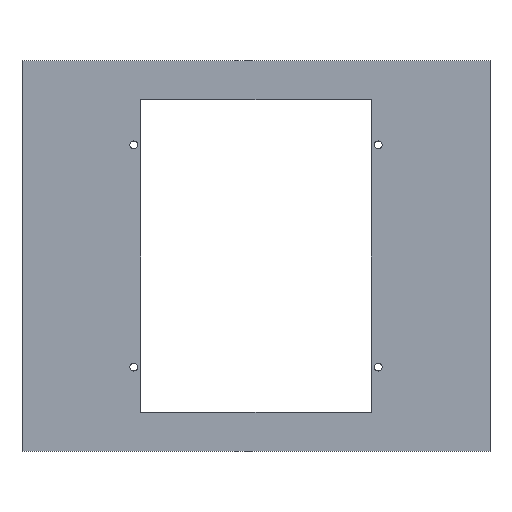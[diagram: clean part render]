
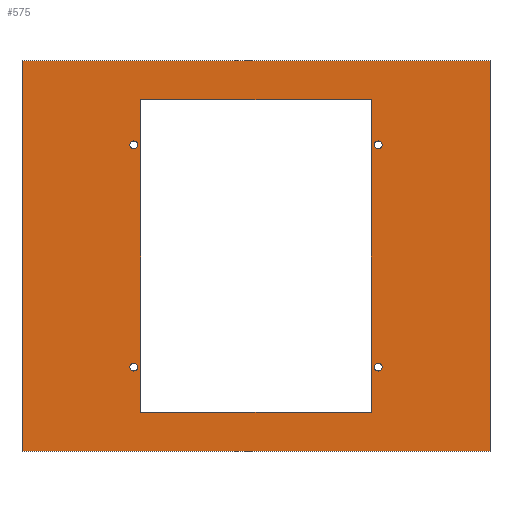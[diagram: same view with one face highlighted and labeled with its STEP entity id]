
A CAD part, front view. The second image highlights one B-rep face of the part: STEP entity #575.
In plain terms, the highlighted planar face has unit normal (0, -1, 0).
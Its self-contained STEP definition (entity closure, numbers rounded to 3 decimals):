
#163=AXIS2_PLACEMENT_3D('Circle Axis2P3D',#161,#162,$) ;
#198=AXIS2_PLACEMENT_3D('Circle Axis2P3D',#196,#197,$) ;
#220=AXIS2_PLACEMENT_3D('Circle Axis2P3D',#218,#219,$) ;
#255=AXIS2_PLACEMENT_3D('Circle Axis2P3D',#253,#254,$) ;
#277=AXIS2_PLACEMENT_3D('Circle Axis2P3D',#275,#276,$) ;
#312=AXIS2_PLACEMENT_3D('Circle Axis2P3D',#310,#311,$) ;
#334=AXIS2_PLACEMENT_3D('Circle Axis2P3D',#332,#333,$) ;
#369=AXIS2_PLACEMENT_3D('Circle Axis2P3D',#367,#368,$) ;
#545=AXIS2_PLACEMENT_3D('Plane Axis2P3D',#542,#543,#544) ;
#43=CARTESIAN_POINT('Vertex',(-209.5,-85.001,310.)) ;
#57=CARTESIAN_POINT('Vertex',(-209.5,-85.001,-40.)) ;
#60=CARTESIAN_POINT('Line Origine',(-209.5,-85.001,135.)) ;
#88=CARTESIAN_POINT('Vertex',(209.5,-85.001,-40.)) ;
#91=CARTESIAN_POINT('Line Origine',(0.,-85.001,-40.)) ;
#119=CARTESIAN_POINT('Vertex',(209.5,-85.001,310.)) ;
#122=CARTESIAN_POINT('Line Origine',(209.5,-85.001,135.)) ;
#144=CARTESIAN_POINT('Line Origine',(0.,-85.001,310.)) ;
#161=CARTESIAN_POINT('Axis2P3D Location',(-109.5,-85.001,234.5)) ;
#165=CARTESIAN_POINT('Vertex',(-113.,-85.001,234.5)) ;
#167=CARTESIAN_POINT('Vertex',(-106.,-85.001,234.5)) ;
#196=CARTESIAN_POINT('Axis2P3D Location',(-109.5,-85.001,234.5)) ;
#218=CARTESIAN_POINT('Axis2P3D Location',(109.5,-85.001,234.5)) ;
#222=CARTESIAN_POINT('Vertex',(106.,-85.001,234.5)) ;
#224=CARTESIAN_POINT('Vertex',(113.,-85.001,234.5)) ;
#253=CARTESIAN_POINT('Axis2P3D Location',(109.5,-85.001,234.5)) ;
#275=CARTESIAN_POINT('Axis2P3D Location',(-109.5,-85.001,35.5)) ;
#279=CARTESIAN_POINT('Vertex',(-113.,-85.001,35.5)) ;
#281=CARTESIAN_POINT('Vertex',(-106.,-85.001,35.5)) ;
#310=CARTESIAN_POINT('Axis2P3D Location',(-109.5,-85.001,35.5)) ;
#332=CARTESIAN_POINT('Axis2P3D Location',(109.5,-85.001,35.5)) ;
#336=CARTESIAN_POINT('Vertex',(106.,-85.001,35.5)) ;
#338=CARTESIAN_POINT('Vertex',(113.,-85.001,35.5)) ;
#367=CARTESIAN_POINT('Axis2P3D Location',(109.5,-85.001,35.5)) ;
#389=CARTESIAN_POINT('Line Origine',(0.,-85.001,275.)) ;
#393=CARTESIAN_POINT('Vertex',(103.,-85.001,275.)) ;
#395=CARTESIAN_POINT('Vertex',(-103.,-85.001,275.)) ;
#429=CARTESIAN_POINT('Line Origine',(103.,-85.001,135.)) ;
#433=CARTESIAN_POINT('Vertex',(103.,-85.001,-5.)) ;
#460=CARTESIAN_POINT('Line Origine',(0.,-85.001,-5.)) ;
#464=CARTESIAN_POINT('Vertex',(-103.,-85.001,-5.)) ;
#491=CARTESIAN_POINT('Line Origine',(-103.,-85.001,135.)) ;
#542=CARTESIAN_POINT('Axis2P3D Location',(0.,-85.001,135.)) ;
#61=DIRECTION('Vector Direction',(0.,0.,-1.)) ;
#92=DIRECTION('Vector Direction',(-1.,0.,0.)) ;
#123=DIRECTION('Vector Direction',(0.,0.,1.)) ;
#145=DIRECTION('Vector Direction',(1.,0.,0.)) ;
#162=DIRECTION('Axis2P3D Direction',(0.,-1.,0.)) ;
#197=DIRECTION('Axis2P3D Direction',(0.,-1.,0.)) ;
#219=DIRECTION('Axis2P3D Direction',(0.,-1.,0.)) ;
#254=DIRECTION('Axis2P3D Direction',(0.,-1.,0.)) ;
#276=DIRECTION('Axis2P3D Direction',(0.,-1.,0.)) ;
#311=DIRECTION('Axis2P3D Direction',(0.,-1.,0.)) ;
#333=DIRECTION('Axis2P3D Direction',(0.,-1.,0.)) ;
#368=DIRECTION('Axis2P3D Direction',(0.,-1.,0.)) ;
#390=DIRECTION('Vector Direction',(1.,0.,0.)) ;
#430=DIRECTION('Vector Direction',(0.,0.,1.)) ;
#461=DIRECTION('Vector Direction',(-1.,0.,0.)) ;
#492=DIRECTION('Vector Direction',(0.,0.,-1.)) ;
#543=DIRECTION('Axis2P3D Direction',(0.,-1.,0.)) ;
#544=DIRECTION('Axis2P3D XDirection',(1.,0.,0.)) ;
#62=VECTOR('Line Direction',#61,1.) ;
#93=VECTOR('Line Direction',#92,1.) ;
#124=VECTOR('Line Direction',#123,1.) ;
#146=VECTOR('Line Direction',#145,1.) ;
#391=VECTOR('Line Direction',#390,1.) ;
#431=VECTOR('Line Direction',#430,1.) ;
#462=VECTOR('Line Direction',#461,1.) ;
#493=VECTOR('Line Direction',#492,1.) ;
#548=ORIENTED_EDGE('',*,*,#64,.T.) ;
#549=ORIENTED_EDGE('',*,*,#95,.T.) ;
#550=ORIENTED_EDGE('',*,*,#126,.T.) ;
#551=ORIENTED_EDGE('',*,*,#148,.T.) ;
#554=ORIENTED_EDGE('',*,*,#169,.F.) ;
#555=ORIENTED_EDGE('',*,*,#200,.F.) ;
#558=ORIENTED_EDGE('',*,*,#226,.F.) ;
#559=ORIENTED_EDGE('',*,*,#257,.F.) ;
#562=ORIENTED_EDGE('',*,*,#283,.F.) ;
#563=ORIENTED_EDGE('',*,*,#314,.F.) ;
#566=ORIENTED_EDGE('',*,*,#340,.F.) ;
#567=ORIENTED_EDGE('',*,*,#371,.F.) ;
#570=ORIENTED_EDGE('',*,*,#397,.F.) ;
#571=ORIENTED_EDGE('',*,*,#435,.F.) ;
#572=ORIENTED_EDGE('',*,*,#466,.F.) ;
#573=ORIENTED_EDGE('',*,*,#495,.F.) ;
#556=FACE_BOUND('',#553,.T.) ;
#560=FACE_BOUND('',#557,.T.) ;
#564=FACE_BOUND('',#561,.T.) ;
#568=FACE_BOUND('',#565,.T.) ;
#574=FACE_BOUND('',#569,.T.) ;
#575=ADVANCED_FACE('E1.2_III_W_REAR_SEGREGATION_HR_VR_FcCuAl',(#552,#556,#560,#564,#568,#574),#546,.T.) ;
#164=CIRCLE('generated circle',#163,3.5) ;
#199=CIRCLE('generated circle',#198,3.5) ;
#221=CIRCLE('generated circle',#220,3.5) ;
#256=CIRCLE('generated circle',#255,3.5) ;
#278=CIRCLE('generated circle',#277,3.5) ;
#313=CIRCLE('generated circle',#312,3.5) ;
#335=CIRCLE('generated circle',#334,3.5) ;
#370=CIRCLE('generated circle',#369,3.5) ;
#64=EDGE_CURVE('',#44,#58,#63,.T.) ;
#95=EDGE_CURVE('',#58,#89,#94,.F.) ;
#126=EDGE_CURVE('',#89,#120,#125,.T.) ;
#148=EDGE_CURVE('',#120,#44,#147,.F.) ;
#169=EDGE_CURVE('',#166,#168,#164,.T.) ;
#200=EDGE_CURVE('',#168,#166,#199,.T.) ;
#226=EDGE_CURVE('',#223,#225,#221,.T.) ;
#257=EDGE_CURVE('',#225,#223,#256,.T.) ;
#283=EDGE_CURVE('',#280,#282,#278,.T.) ;
#314=EDGE_CURVE('',#282,#280,#313,.T.) ;
#340=EDGE_CURVE('',#337,#339,#335,.T.) ;
#371=EDGE_CURVE('',#339,#337,#370,.T.) ;
#397=EDGE_CURVE('',#394,#396,#392,.F.) ;
#435=EDGE_CURVE('',#434,#394,#432,.T.) ;
#466=EDGE_CURVE('',#465,#434,#463,.F.) ;
#495=EDGE_CURVE('',#396,#465,#494,.T.) ;
#547=EDGE_LOOP('',(#548,#549,#550,#551)) ;
#553=EDGE_LOOP('',(#554,#555)) ;
#557=EDGE_LOOP('',(#558,#559)) ;
#561=EDGE_LOOP('',(#562,#563)) ;
#565=EDGE_LOOP('',(#566,#567)) ;
#569=EDGE_LOOP('',(#570,#571,#572,#573)) ;
#552=FACE_OUTER_BOUND('',#547,.T.) ;
#63=LINE('Line',#60,#62) ;
#94=LINE('Line',#91,#93) ;
#125=LINE('Line',#122,#124) ;
#147=LINE('Line',#144,#146) ;
#392=LINE('Line',#389,#391) ;
#432=LINE('Line',#429,#431) ;
#463=LINE('Line',#460,#462) ;
#494=LINE('Line',#491,#493) ;
#546=PLANE('',#545) ;
#44=VERTEX_POINT('',#43) ;
#58=VERTEX_POINT('',#57) ;
#89=VERTEX_POINT('',#88) ;
#120=VERTEX_POINT('',#119) ;
#166=VERTEX_POINT('',#165) ;
#168=VERTEX_POINT('',#167) ;
#223=VERTEX_POINT('',#222) ;
#225=VERTEX_POINT('',#224) ;
#280=VERTEX_POINT('',#279) ;
#282=VERTEX_POINT('',#281) ;
#337=VERTEX_POINT('',#336) ;
#339=VERTEX_POINT('',#338) ;
#394=VERTEX_POINT('',#393) ;
#396=VERTEX_POINT('',#395) ;
#434=VERTEX_POINT('',#433) ;
#465=VERTEX_POINT('',#464) ;
